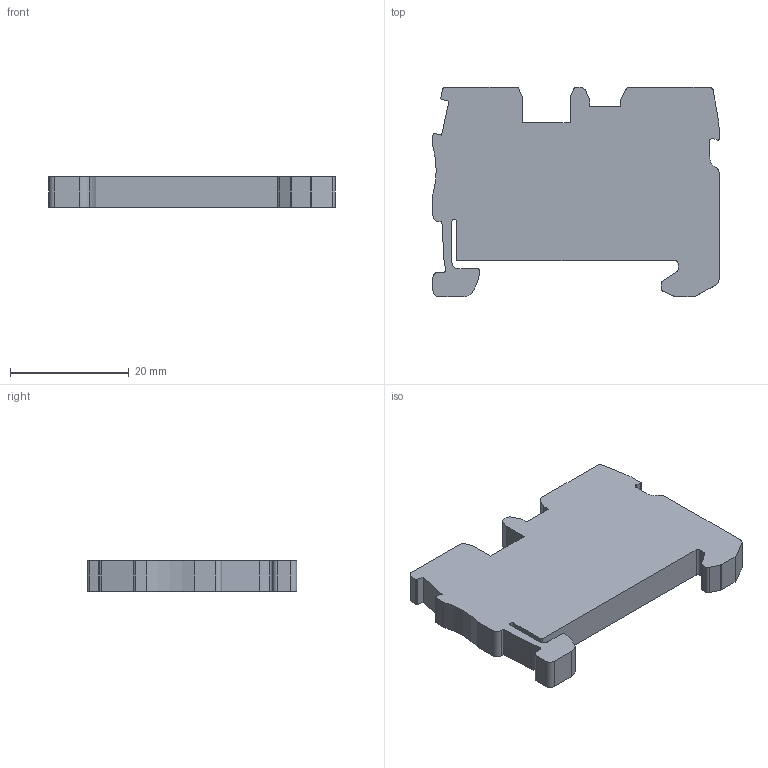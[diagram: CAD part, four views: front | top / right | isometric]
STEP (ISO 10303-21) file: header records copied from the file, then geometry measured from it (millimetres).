
FILE_DESCRIPTION(/* description */ (''),/* implementation_level */ '2;1');
FILE_NAME(/* name */ 'TC2.5-2-1-PE.stp',/* time_stamp */ '2019-06-27T14:13:44+08:00',/* author */ (''),/* organization */ (''),/* preprocessor_version */ 'ST-DEVELOPER v16',/* originating_system */ 'SIEMENS PLM Software NX 10.0',/* authorisation */ '');
FILE_SCHEMA (('CONFIG_CONTROL_DESIGN'));
Length unit declared in the file: millimetre
Products named in the file (1): SP6141T1002
Bounding box: 48.2 x 35.3 x 5.2 mm (x, y, z)
Volume: 7153.1 mm3; surface area: 3900.2 mm2
Topology: 1 solids, 1 shells, 78 faces, 228 edges, 152 vertices
Faces by surface type: plane 44, cylinder 34
Entity records: 2684 total; most frequent: CARTESIAN_POINT 459, ORIENTED_EDGE 456, DIRECTION 454, EDGE_CURVE 228, LINE 160, VECTOR 160, VERTEX_POINT 152, AXIS2_PLACEMENT_3D 147
